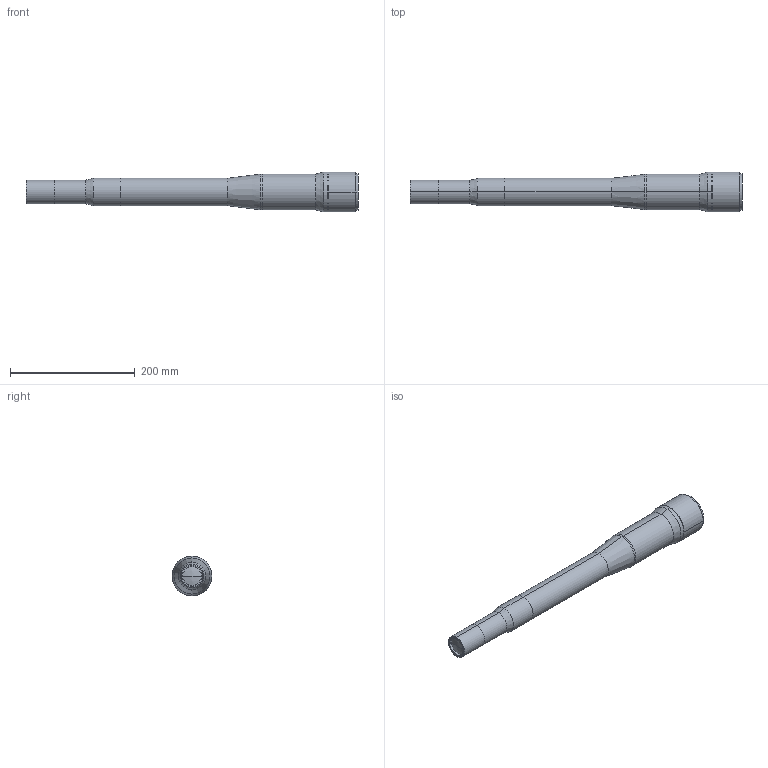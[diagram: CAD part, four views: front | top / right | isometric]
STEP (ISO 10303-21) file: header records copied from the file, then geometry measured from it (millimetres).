
FILE_DESCRIPTION (( 'STEP AP203' ), '1' );
FILE_NAME ('TC16M009-Q.STEP', '2014-06-27T12:40:21', ( 'user' ), ( '' ), 'SwSTEP 2.0', 'SolidWorks 2013', '' );
FILE_SCHEMA (( 'CONFIG_CONTROL_DESIGN' ));
Length unit declared in the file: millimetre
Products named in the file (1): TC16M009-Q
Bounding box: 532 x 64 x 64 mm (x, y, z)
Surface area: 93107.4 mm2 (no closed solid volume)
Topology: 0 solids, 7 shells, 50 faces, 122 edges, 81 vertices
Faces by surface type: cylinder 24, plane 14, cone 10, sphere 2
Entity records: 1559 total; most frequent: DIRECTION 296, CARTESIAN_POINT 254, ORIENTED_EDGE 208, AXIS2_PLACEMENT_3D 123, EDGE_CURVE 122, VERTEX_POINT 81, CIRCLE 72, EDGE_LOOP 58
